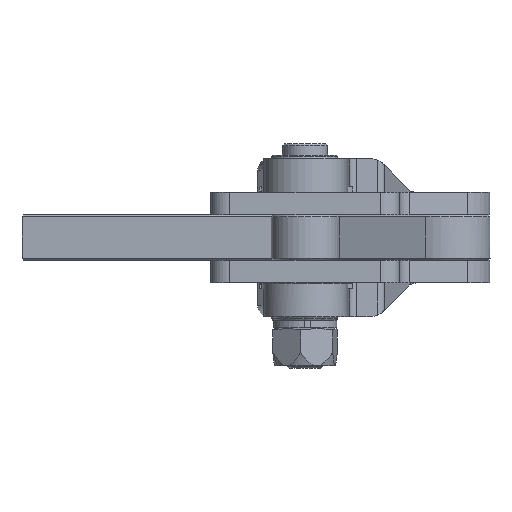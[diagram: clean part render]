
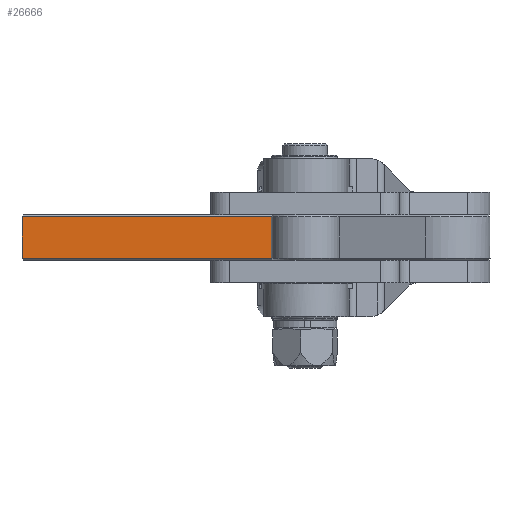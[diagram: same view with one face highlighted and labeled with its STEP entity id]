
A CAD part, front view. The second image highlights one B-rep face of the part: STEP entity #26666.
In plain terms, the highlighted planar face has unit normal (0, -1, 0).
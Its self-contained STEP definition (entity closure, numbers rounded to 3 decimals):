
#1569 = ORIENTED_EDGE ( 'NONE', *, *, #22712, .T. ) ;
#1570 = ORIENTED_EDGE ( 'NONE', *, *, #22699, .F. ) ;
#1571 = ORIENTED_EDGE ( 'NONE', *, *, #22698, .T. ) ;
#1572 = ORIENTED_EDGE ( 'NONE', *, *, #22686, .T. ) ;
#1727 = EDGE_LOOP ( 'NONE', ( #1572, #1571, #1570, #1569 ) ) ;
#2754 = CARTESIAN_POINT ( 'NONE',  ( 2772.52, 1035.012, 11.5 ) ) ;
#2756 = DIRECTION ( 'NONE',  ( -1., 0., 0. ) ) ;
#2788 = DIRECTION ( 'NONE',  ( 0., 0., -1. ) ) ;
#2790 = CARTESIAN_POINT ( 'NONE',  ( 2847.078, 1035.012, 12. ) ) ;
#2798 = CARTESIAN_POINT ( 'NONE',  ( 0., 1035.012, 0.5 ) ) ;
#2817 = DIRECTION ( 'NONE',  ( 1., 0., 0. ) ) ;
#2827 = DIRECTION ( 'NONE',  ( 0., 0., -1. ) ) ;
#2829 = CARTESIAN_POINT ( 'NONE',  ( 2772.52, 1035.012, 12. ) ) ;
#9575 = AXIS2_PLACEMENT_3D ( 'NONE', #30123, #30132, #30133 ) ;
#14511 = VERTEX_POINT ( 'NONE', #34829 ) ;
#14528 = VERTEX_POINT ( 'NONE', #34809 ) ;
#14629 = VERTEX_POINT ( 'NONE', #34496 ) ;
#14637 = VERTEX_POINT ( 'NONE', #34467 ) ;
#22686 = EDGE_CURVE ( 'NONE', #14528, #14629, #31984, .T. ) ;
#22698 = EDGE_CURVE ( 'NONE', #14629, #14511, #32022, .T. ) ;
#22699 = EDGE_CURVE ( 'NONE', #14637, #14511, #32024, .T. ) ;
#22712 = EDGE_CURVE ( 'NONE', #14637, #14528, #32069, .T. ) ;
#26666 = ADVANCED_FACE ( 'NONE', ( #33054 ), #30130, .F. ) ;
#30123 = CARTESIAN_POINT ( 'NONE',  ( 0., 1035.012, 12. ) ) ;
#30130 = PLANE ( 'NONE',  #9575 ) ;
#30132 = DIRECTION ( 'NONE',  ( 0., 1., 0. ) ) ;
#30133 = DIRECTION ( 'NONE',  ( 0., 0., 1. ) ) ;
#31984 = LINE ( 'NONE', #2829, #31990 ) ;
#31990 = VECTOR ( 'NONE', #2827, 1000. ) ;
#32022 = LINE ( 'NONE', #2798, #32026 ) ;
#32024 = LINE ( 'NONE', #2790, #32030 ) ;
#32026 = VECTOR ( 'NONE', #2817, 1000. ) ;
#32030 = VECTOR ( 'NONE', #2788, 1000. ) ;
#32069 = LINE ( 'NONE', #2754, #32077 ) ;
#32077 = VECTOR ( 'NONE', #2756, 1000. ) ;
#33054 = FACE_OUTER_BOUND ( 'NONE', #1727, .T. ) ;
#34467 = CARTESIAN_POINT ( 'NONE',  ( 2847.078, 1035.012, 11.5 ) ) ;
#34496 = CARTESIAN_POINT ( 'NONE',  ( 2772.52, 1035.012, 0.5 ) ) ;
#34809 = CARTESIAN_POINT ( 'NONE',  ( 2772.52, 1035.012, 11.5 ) ) ;
#34829 = CARTESIAN_POINT ( 'NONE',  ( 2847.078, 1035.012, 0.5 ) ) ;
